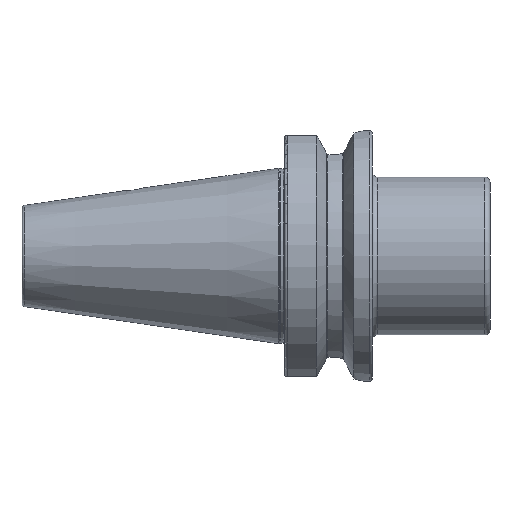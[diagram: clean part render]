
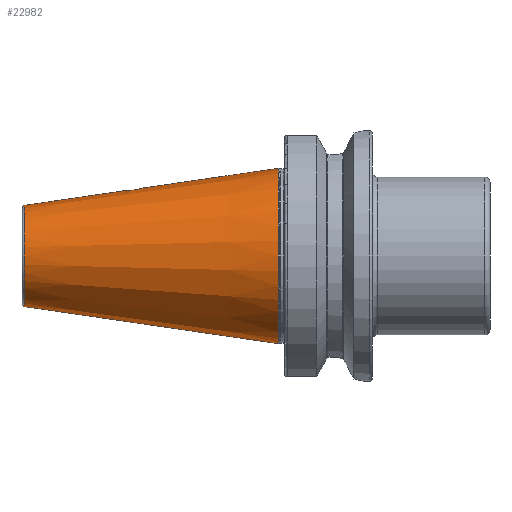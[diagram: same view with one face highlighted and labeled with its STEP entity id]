
A CAD part, front view. The second image highlights one B-rep face of the part: STEP entity #22982.
In plain terms, the highlighted conical face has half-angle 8.297 degrees and reference radius 34.998 mm.
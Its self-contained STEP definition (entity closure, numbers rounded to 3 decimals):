
#276 = CARTESIAN_POINT ( 'NONE',  ( -2.5, 0., 34.998 ) ) ;
#280 = CARTESIAN_POINT ( 'NONE',  ( -63.209, -0.92, 26.132 ) ) ;
#281 = CARTESIAN_POINT ( 'NONE',  ( -62.586, -2.167, 26.148 ) ) ;
#285 = CARTESIAN_POINT ( 'NONE',  ( -60.679, -3.395, 26.295 ) ) ;
#286 = CARTESIAN_POINT ( 'NONE',  ( -60.231, -3.481, 26.35 ) ) ;
#287 = CARTESIAN_POINT ( 'NONE',  ( -60.005, -3.502, 26.381 ) ) ;
#289 = CARTESIAN_POINT ( 'NONE',  ( -59.318, -3.474, 26.485 ) ) ;
#290 = CARTESIAN_POINT ( 'NONE',  ( -58.875, -3.383, 26.562 ) ) ;
#291 = CARTESIAN_POINT ( 'NONE',  ( -58.656, -3.316, 26.603 ) ) ;
#299 = CARTESIAN_POINT ( 'NONE',  ( -59.546, -3.498, 26.448 ) ) ;
#301 = CARTESIAN_POINT ( 'NONE',  ( -60.903, -3.33, 26.271 ) ) ;
#302 = CARTESIAN_POINT ( 'NONE',  ( -58.237, -3.14, 26.686 ) ) ;
#303 = CARTESIAN_POINT ( 'NONE',  ( -58.038, -3.032, 26.728 ) ) ;
#304 = CARTESIAN_POINT ( 'NONE',  ( -57.663, -2.781, 26.81 ) ) ;
#305 = CARTESIAN_POINT ( 'NONE',  ( -57.484, -2.634, 26.851 ) ) ;
#306 = CARTESIAN_POINT ( 'NONE',  ( -57.164, -2.313, 26.928 ) ) ;
#307 = CARTESIAN_POINT ( 'NONE',  ( -57.02, -2.138, 26.963 ) ) ;
#308 = CARTESIAN_POINT ( 'NONE',  ( -63.3, 0., 26.131 ) ) ;
#309 = CARTESIAN_POINT ( 'NONE',  ( -56.766, -1.759, 27.028 ) ) ;
#310 = CARTESIAN_POINT ( 'NONE',  ( -56.656, -1.554, 27.056 ) ) ;
#311 = CARTESIAN_POINT ( 'NONE',  ( -56.481, -1.133, 27.103 ) ) ;
#312 = CARTESIAN_POINT ( 'NONE',  ( -56.414, -0.914, 27.121 ) ) ;
#320 = DIRECTION ( 'NONE',  ( 0.99, 0., 0.144 ) ) ;
#322 = CARTESIAN_POINT ( 'NONE',  ( -62.851, -1.777, 26.14 ) ) ;
#323 = CARTESIAN_POINT ( 'NONE',  ( -62.097, -2.651, 26.173 ) ) ;
#327 = CARTESIAN_POINT ( 'NONE',  ( -63.3, -0.463, 26.131 ) ) ;
#328 = CARTESIAN_POINT ( 'NONE',  ( -61.916, -2.798, 26.184 ) ) ;
#329 = CARTESIAN_POINT ( 'NONE',  ( -61.531, -3.051, 26.213 ) ) ;
#330 = CARTESIAN_POINT ( 'NONE',  ( -61.328, -3.157, 26.23 ) ) ;
#355 = CARTESIAN_POINT ( 'NONE',  ( -56.323, -0.459, 27.146 ) ) ;
#356 = CARTESIAN_POINT ( 'NONE',  ( -2.5, 0., 34.998 ) ) ;
#362 = CARTESIAN_POINT ( 'NONE',  ( -56.3, -0.229, 27.152 ) ) ;
#367 = CARTESIAN_POINT ( 'NONE',  ( -56.3, 0., 27.152 ) ) ;
#380 = DIRECTION ( 'NONE',  ( 0.99, 0., 0.144 ) ) ;
#384 = DIRECTION ( 'NONE',  ( 0.99, 0., -0.144 ) ) ;
#399 = CARTESIAN_POINT ( 'NONE',  ( -2.5, 0., -34.998 ) ) ;
#1796 = EDGE_LOOP ( 'NONE', ( #31404, #31328, #31338, #31384, #31300, #31381 ) ) ;
#2133 = VERTEX_POINT ( 'NONE', #26501 ) ;
#2160 = VERTEX_POINT ( 'NONE', #26519 ) ;
#2179 = VERTEX_POINT ( 'NONE', #26499 ) ;
#2207 = VERTEX_POINT ( 'NONE', #26549 ) ;
#2237 = VERTEX_POINT ( 'NONE', #26547 ) ;
#2246 = VERTEX_POINT ( 'NONE', #26553 ) ;
#13270 = CARTESIAN_POINT ( 'NONE',  ( -2.5, 0., 0. ) ) ;
#13275 = DIRECTION ( 'NONE',  ( 0., 0., 1. ) ) ;
#13284 = DIRECTION ( 'NONE',  ( -1., 0., 0. ) ) ;
#14128 = DIRECTION ( 'NONE',  ( 0., 0., 1. ) ) ;
#14132 = CARTESIAN_POINT ( 'NONE',  ( -103.944, 0., 0. ) ) ;
#14147 = DIRECTION ( 'NONE',  ( -1., 0., 0. ) ) ;
#15914 = DIRECTION ( 'NONE',  ( 1., 0., 0. ) ) ;
#15930 = DIRECTION ( 'NONE',  ( 0., 0., -1. ) ) ;
#15935 = CARTESIAN_POINT ( 'NONE',  ( -2.5, 0., 0. ) ) ;
#17204 = FACE_OUTER_BOUND ( 'NONE', #1796, .T. ) ;
#17242 = CONICAL_SURFACE ( 'NONE', #27306, 34.998, 0.145 ) ;
#17458 = VECTOR ( 'NONE', #320, 1000. ) ;
#17459 = LINE ( 'NONE', #356, #17479 ) ;
#17479 = VECTOR ( 'NONE', #380, 1000. ) ;
#17485 = LINE ( 'NONE', #399, #17501 ) ;
#17501 = VECTOR ( 'NONE', #384, 1000. ) ;
#17503 = LINE ( 'NONE', #276, #17458 ) ;
#17703 = EDGE_CURVE ( 'NONE', #2246, #2207, #24436, .T. ) ;
#17738 = EDGE_CURVE ( 'NONE', #2133, #2237, #24460, .T. ) ;
#22982 = ADVANCED_FACE ( 'NONE', ( #17204 ), #17242, .T. ) ;
#24436 = CIRCLE ( 'NONE', #26284, 20.204 ) ;
#24460 = CIRCLE ( 'NONE', #26285, 34.998 ) ;
#26284 = AXIS2_PLACEMENT_3D ( 'NONE', #14132, #14147, #14128 ) ;
#26285 = AXIS2_PLACEMENT_3D ( 'NONE', #13270, #13284, #13275 ) ;
#26499 = CARTESIAN_POINT ( 'NONE',  ( -63.3, 0., 26.131 ) ) ;
#26501 = CARTESIAN_POINT ( 'NONE',  ( -2.5, 0., -34.998 ) ) ;
#26519 = CARTESIAN_POINT ( 'NONE',  ( -56.3, 0., 27.152 ) ) ;
#26547 = CARTESIAN_POINT ( 'NONE',  ( -2.5, 0., 34.998 ) ) ;
#26549 = CARTESIAN_POINT ( 'NONE',  ( -103.944, 0., 20.204 ) ) ;
#26553 = CARTESIAN_POINT ( 'NONE',  ( -103.944, 0., -20.204 ) ) ;
#27306 = AXIS2_PLACEMENT_3D ( 'NONE', #15935, #15914, #15930 ) ;
#29344 = EDGE_CURVE ( 'NONE', #2160, #2237, #17503, .T. ) ;
#29345 = EDGE_CURVE ( 'NONE', #2179, #2160, #31251, .T. ) ;
#29354 = EDGE_CURVE ( 'NONE', #2207, #2179, #17459, .T. ) ;
#29355 = EDGE_CURVE ( 'NONE', #2246, #2133, #17485, .T. ) ;
#31251 = B_SPLINE_CURVE_WITH_KNOTS ( 'NONE', 3,
 ( #308, #327, #280, #322, #281, #323, #328, #329, #330, #301, #285, #286, #287, #299, #289, #290, #291, #302, #303, #304, #305, #306, #307, #309, #310, #311, #312, #355, #362, #367 ),
 .UNSPECIFIED., .F., .F.,
 ( 4, 2, 2, 2, 2, 2, 2, 2, 2, 2, 2, 2, 2, 2, 4 ),
 ( 0.02, 0.021, 0.023, 0.023, 0.024, 0.025, 0.025, 0.026, 0.027, 0.028, 0.028, 0.029, 0.03, 0.03, 0.031 ),
 .UNSPECIFIED. ) ;
#31300 = ORIENTED_EDGE ( 'NONE', *, *, #29344, .F. ) ;
#31328 = ORIENTED_EDGE ( 'NONE', *, *, #17703, .F. ) ;
#31338 = ORIENTED_EDGE ( 'NONE', *, *, #29355, .T. ) ;
#31381 = ORIENTED_EDGE ( 'NONE', *, *, #29345, .F. ) ;
#31384 = ORIENTED_EDGE ( 'NONE', *, *, #17738, .T. ) ;
#31404 = ORIENTED_EDGE ( 'NONE', *, *, #29354, .F. ) ;
